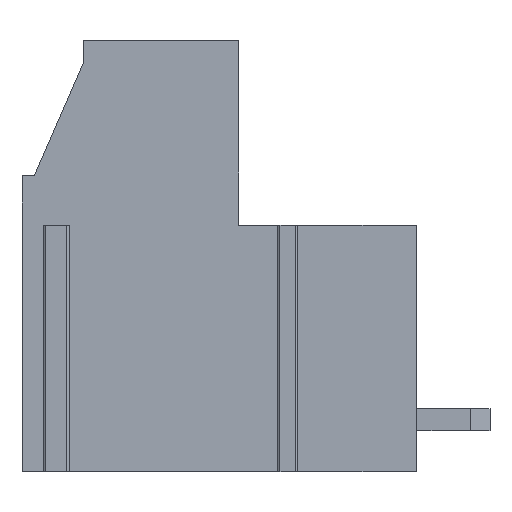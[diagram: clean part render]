
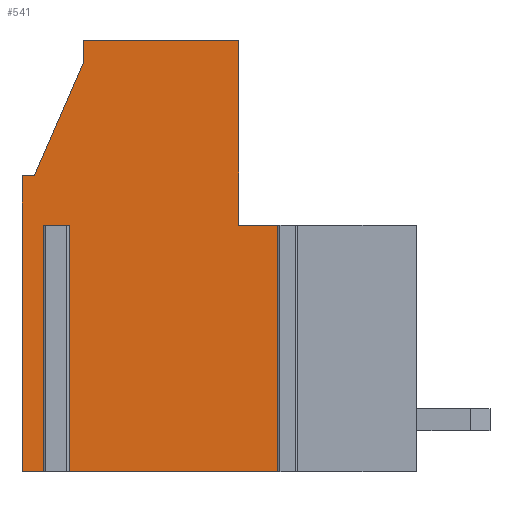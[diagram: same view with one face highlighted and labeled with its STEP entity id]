
A CAD part, front view. The second image highlights one B-rep face of the part: STEP entity #541.
In plain terms, the highlighted planar face has unit normal (0, -1, 0).
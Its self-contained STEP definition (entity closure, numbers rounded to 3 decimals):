
#541 = ADVANCED_FACE( '', ( #1169 ), #1170, .T. );
#1169 = FACE_OUTER_BOUND( '', #1901, .T. );
#1170 = PLANE( '', #1902 );
#1901 = EDGE_LOOP( '', ( #3359, #3360, #3361, #3362, #3363, #3364, #3365, #3366, #3367, #3368, #3369, #3370, #3371 ) );
#1902 = AXIS2_PLACEMENT_3D( '', #3372, #3373, #3374 );
#3359 = ORIENTED_EDGE( '', *, *, #4903, .F. );
#3360 = ORIENTED_EDGE( '', *, *, #5201, .F. );
#3361 = ORIENTED_EDGE( '', *, *, #5202, .T. );
#3362 = ORIENTED_EDGE( '', *, *, #4674, .F. );
#3363 = ORIENTED_EDGE( '', *, *, #4896, .F. );
#3364 = ORIENTED_EDGE( '', *, *, #4635, .F. );
#3365 = ORIENTED_EDGE( '', *, *, #4954, .F. );
#3366 = ORIENTED_EDGE( '', *, *, #5203, .F. );
#3367 = ORIENTED_EDGE( '', *, *, #5158, .T. );
#3368 = ORIENTED_EDGE( '', *, *, #5204, .F. );
#3369 = ORIENTED_EDGE( '', *, *, #4746, .T. );
#3370 = ORIENTED_EDGE( '', *, *, #5037, .F. );
#3371 = ORIENTED_EDGE( '', *, *, #5205, .F. );
#3372 = CARTESIAN_POINT( '', ( 5.386, -2.5, 7.63 ) );
#3373 = DIRECTION( '', ( 0., -1., 0. ) );
#3374 = DIRECTION( '', ( 0., 0., -1. ) );
#4635 = EDGE_CURVE( '', #5576, #5578, #5579, .T. );
#4674 = EDGE_CURVE( '', #5647, #5649, #5650, .T. );
#4746 = EDGE_CURVE( '', #5783, #5781, #5784, .T. );
#4896 = EDGE_CURVE( '', #5578, #5647, #6038, .T. );
#4903 = EDGE_CURVE( '', #6049, #6051, #6052, .T. );
#4954 = EDGE_CURVE( '', #6133, #5576, #6135, .T. );
#5037 = EDGE_CURVE( '', #6262, #5781, #6264, .T. );
#5158 = EDGE_CURVE( '', #6448, #6446, #6449, .T. );
#5201 = EDGE_CURVE( '', #6507, #6049, #6508, .T. );
#5202 = EDGE_CURVE( '', #6507, #5649, #6509, .T. );
#5203 = EDGE_CURVE( '', #6448, #6133, #6510, .T. );
#5204 = EDGE_CURVE( '', #5783, #6446, #6511, .T. );
#5205 = EDGE_CURVE( '', #6051, #6262, #6512, .T. );
#5576 = VERTEX_POINT( '', #6962 );
#5578 = VERTEX_POINT( '', #6964 );
#5579 = LINE( '', #6965, #6966 );
#5647 = VERTEX_POINT( '', #7065 );
#5649 = VERTEX_POINT( '', #7067 );
#5650 = LINE( '', #7068, #7069 );
#5781 = VERTEX_POINT( '', #7262 );
#5783 = VERTEX_POINT( '', #7265 );
#5784 = LINE( '', #7266, #7267 );
#6038 = LINE( '', #7629, #7630 );
#6049 = VERTEX_POINT( '', #7644 );
#6051 = VERTEX_POINT( '', #7646 );
#6052 = LINE( '', #7647, #7648 );
#6133 = VERTEX_POINT( '', #7769 );
#6135 = LINE( '', #7772, #7773 );
#6262 = VERTEX_POINT( '', #7959 );
#6264 = LINE( '', #7962, #7963 );
#6446 = VERTEX_POINT( '', #8234 );
#6448 = VERTEX_POINT( '', #8237 );
#6449 = LINE( '', #8238, #8239 );
#6507 = VERTEX_POINT( '', #8324 );
#6508 = LINE( '', #8325, #8326 );
#6509 = LINE( '', #8327, #8328 );
#6510 = LINE( '', #8329, #8330 );
#6511 = LINE( '', #8331, #8332 );
#6512 = LINE( '', #8333, #8334 );
#6962 = CARTESIAN_POINT( '', ( 10.473, -2.5, 10. ) );
#6964 = CARTESIAN_POINT( '', ( 10.473, -2.5, 0. ) );
#6965 = CARTESIAN_POINT( '', ( 10.473, -2.5, -0.8 ) );
#6966 = VECTOR( '', #8919, 1000. );
#7065 = CARTESIAN_POINT( '', ( 1.827, -2.5, 0. ) );
#7067 = CARTESIAN_POINT( '', ( 1.827, -2.5, 10. ) );
#7068 = CARTESIAN_POINT( '', ( 1.827, -2.5, -0.8 ) );
#7069 = VECTOR( '', #8957, 1000. );
#7262 = CARTESIAN_POINT( '', ( 0.5, -2.5, 12. ) );
#7265 = CARTESIAN_POINT( '', ( 2.5, -2.5, 16.6 ) );
#7266 = CARTESIAN_POINT( '', ( 2.577, -2.5, 16.778 ) );
#7267 = VECTOR( '', #9027, 1000. );
#7629 = CARTESIAN_POINT( '', ( 5.35, -2.5, 0. ) );
#7630 = VECTOR( '', #9181, 1000. );
#7644 = CARTESIAN_POINT( '', ( 0.973, -2.5, 0. ) );
#7646 = CARTESIAN_POINT( '', ( 0., -2.5, 0. ) );
#7647 = CARTESIAN_POINT( '', ( 5.35, -2.5, 0. ) );
#7648 = VECTOR( '', #9194, 1000. );
#7769 = CARTESIAN_POINT( '', ( 8.8, -2.5, 10. ) );
#7772 = CARTESIAN_POINT( '', ( 5.05, -2.5, 10. ) );
#7773 = VECTOR( '', #9236, 1000. );
#7959 = CARTESIAN_POINT( '', ( 0., -2.5, 12. ) );
#7962 = CARTESIAN_POINT( '', ( 5.35, -2.5, 12. ) );
#7963 = VECTOR( '', #9306, 1000. );
#8234 = CARTESIAN_POINT( '', ( 2.5, -2.5, 17.5 ) );
#8237 = CARTESIAN_POINT( '', ( 8.8, -2.5, 17.5 ) );
#8238 = CARTESIAN_POINT( '', ( 5.35, -2.5, 17.5 ) );
#8239 = VECTOR( '', #9409, 1000. );
#8324 = CARTESIAN_POINT( '', ( 0.973, -2.5, 10. ) );
#8325 = CARTESIAN_POINT( '', ( 0.973, -2.5, -0.8 ) );
#8326 = VECTOR( '', #9446, 1000. );
#8327 = CARTESIAN_POINT( '', ( 5.35, -2.5, 10. ) );
#8328 = VECTOR( '', #9447, 1000. );
#8329 = CARTESIAN_POINT( '', ( 8.8, -2.5, -0.8 ) );
#8330 = VECTOR( '', #9448, 1000. );
#8331 = CARTESIAN_POINT( '', ( 2.5, -2.5, -0.8 ) );
#8332 = VECTOR( '', #9449, 1000. );
#8333 = CARTESIAN_POINT( '', ( 0., -2.5, -0.8 ) );
#8334 = VECTOR( '', #9450, 1000. );
#8919 = DIRECTION( '', ( 0., 0., -1. ) );
#8957 = DIRECTION( '', ( 0., 0., 1. ) );
#9027 = DIRECTION( '', ( -0.399, 0., -0.917 ) );
#9181 = DIRECTION( '', ( -1., 0., 0. ) );
#9194 = DIRECTION( '', ( -1., 0., 0. ) );
#9236 = DIRECTION( '', ( 1., 0., 0. ) );
#9306 = DIRECTION( '', ( 1., 0., 0. ) );
#9409 = DIRECTION( '', ( -1., 0., 0. ) );
#9446 = DIRECTION( '', ( 0., 0., -1. ) );
#9447 = DIRECTION( '', ( 1., 0., 0. ) );
#9448 = DIRECTION( '', ( 0., 0., -1. ) );
#9449 = DIRECTION( '', ( 0., 0., 1. ) );
#9450 = DIRECTION( '', ( 0., 0., 1. ) );
